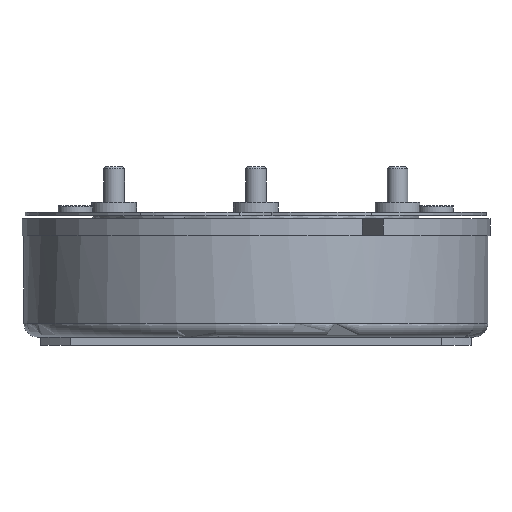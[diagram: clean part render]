
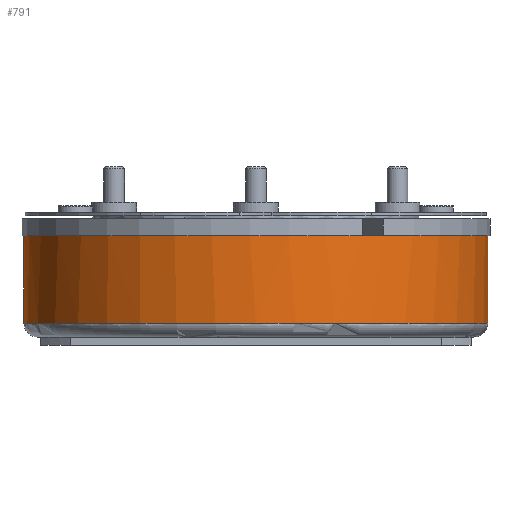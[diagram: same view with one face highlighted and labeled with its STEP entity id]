
A CAD part, front view. The second image highlights one B-rep face of the part: STEP entity #791.
In plain terms, the highlighted cylindrical face has radius 67.35 mm (diameter 134.7 mm), a partial arc.
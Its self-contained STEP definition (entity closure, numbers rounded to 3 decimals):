
#2 = CIRCLE ( 'NONE', #12, 67.35 ) ;
#3 = DIRECTION ( 'NONE',  ( -1., 0., 0. ) ) ;
#9 = DIRECTION ( 'NONE',  ( 0., 0., -1. ) ) ;
#10 = CARTESIAN_POINT ( 'NONE',  ( 0., 0., 29.5 ) ) ;
#12 = AXIS2_PLACEMENT_3D ( 'NONE', #10, #9, #3 ) ;
#13 = CARTESIAN_POINT ( 'NONE',  ( -67.35, 0., 29.5 ) ) ;
#14 = DIRECTION ( 'NONE',  ( 0., 0., -1. ) ) ;
#15 = VECTOR ( 'NONE', #14, 1000. ) ;
#16 = CARTESIAN_POINT ( 'NONE',  ( -67.35, 0., 29.3 ) ) ;
#17 = LINE ( 'NONE', #16, #15 ) ;
#31 = CARTESIAN_POINT ( 'NONE',  ( -67.259, -3.5, 29.5 ) ) ;
#99 = DIRECTION ( 'NONE',  ( -1., 0., 0. ) ) ;
#100 = DIRECTION ( 'NONE',  ( 0., 0., -1. ) ) ;
#102 = CIRCLE ( 'NONE', #115, 67.35 ) ;
#109 = CARTESIAN_POINT ( 'NONE',  ( 30.598, -59.998, 29.5 ) ) ;
#110 = CARTESIAN_POINT ( 'NONE',  ( 36.661, -56.498, 29.5 ) ) ;
#115 = AXIS2_PLACEMENT_3D ( 'NONE', #123, #100, #99 ) ;
#123 = CARTESIAN_POINT ( 'NONE',  ( 0., 0., 29.5 ) ) ;
#645 = EDGE_CURVE ( 'NONE', #672, #656, #2991, .T. ) ;
#656 = VERTEX_POINT ( 'NONE', #13 ) ;
#657 = EDGE_CURVE ( 'NONE', #656, #2320, #17, .T. ) ;
#672 = VERTEX_POINT ( 'NONE', #31 ) ;
#686 = EDGE_CURVE ( 'NONE', #698, #699, #102, .T. ) ;
#698 = VERTEX_POINT ( 'NONE', #110 ) ;
#699 = VERTEX_POINT ( 'NONE', #109 ) ;
#756 = EDGE_CURVE ( 'NONE', #699, #672, #2, .T. ) ;
#757 = ORIENTED_EDGE ( 'NONE', *, *, #645, .T. ) ;
#788 = ORIENTED_EDGE ( 'NONE', *, *, #686, .T. ) ;
#791 = ADVANCED_FACE ( 'NONE', ( #3714 ), #3717, .T. ) ;
#792 = ORIENTED_EDGE ( 'NONE', *, *, #756, .T. ) ;
#1314 = DIRECTION ( 'NONE',  ( -1., 0., 0. ) ) ;
#1398 = CARTESIAN_POINT ( 'NONE',  ( 0., 0., 29.5 ) ) ;
#1400 = DIRECTION ( 'NONE',  ( 0., 0., -1. ) ) ;
#1401 = AXIS2_PLACEMENT_3D ( 'NONE', #1398, #1400, #1314 ) ;
#1402 = CIRCLE ( 'NONE', #1401, 67.35 ) ;
#1423 = CARTESIAN_POINT ( 'NONE',  ( 0., 0., 4. ) ) ;
#1426 = CIRCLE ( 'NONE', #1427, 67.35 ) ;
#1427 = AXIS2_PLACEMENT_3D ( 'NONE', #1423, #1431, #1432 ) ;
#1431 = DIRECTION ( 'NONE',  ( 0., 0., 1. ) ) ;
#1432 = DIRECTION ( 'NONE',  ( 1., 0., 0. ) ) ;
#1528 = CARTESIAN_POINT ( 'NONE',  ( -67.35, 0., 4. ) ) ;
#1616 = CARTESIAN_POINT ( 'NONE',  ( 67.35, 0., 4. ) ) ;
#1908 = VERTEX_POINT ( 'NONE', #4373 ) ;
#1910 = EDGE_CURVE ( 'NONE', #1908, #2369, #4357, .T. ) ;
#2256 = EDGE_LOOP ( 'NONE', ( #2259, #2257, #788, #792, #757, #2275, #2274 ) ) ;
#2257 = ORIENTED_EDGE ( 'NONE', *, *, #2262, .T. ) ;
#2259 = ORIENTED_EDGE ( 'NONE', *, *, #1910, .F. ) ;
#2262 = EDGE_CURVE ( 'NONE', #1908, #698, #1402, .T. ) ;
#2274 = ORIENTED_EDGE ( 'NONE', *, *, #2276, .T. ) ;
#2275 = ORIENTED_EDGE ( 'NONE', *, *, #657, .T. ) ;
#2276 = EDGE_CURVE ( 'NONE', #2320, #2369, #1426, .T. ) ;
#2320 = VERTEX_POINT ( 'NONE', #1528 ) ;
#2369 = VERTEX_POINT ( 'NONE', #1616 ) ;
#2989 = CARTESIAN_POINT ( 'NONE',  ( 0., 0., 29.5 ) ) ;
#2990 = AXIS2_PLACEMENT_3D ( 'NONE', #2989, #2995, #2994 ) ;
#2991 = CIRCLE ( 'NONE', #2990, 67.35 ) ;
#2994 = DIRECTION ( 'NONE',  ( -1., 0., 0. ) ) ;
#2995 = DIRECTION ( 'NONE',  ( 0., 0., -1. ) ) ;
#3704 = DIRECTION ( 'NONE',  ( -1., 0., 0. ) ) ;
#3705 = DIRECTION ( 'NONE',  ( 0., 0., -1. ) ) ;
#3714 = FACE_OUTER_BOUND ( 'NONE', #2256, .T. ) ;
#3715 = CARTESIAN_POINT ( 'NONE',  ( 0., 0., 29.3 ) ) ;
#3716 = AXIS2_PLACEMENT_3D ( 'NONE', #3715, #3705, #3704 ) ;
#3717 = CYLINDRICAL_SURFACE ( 'NONE', #3716, 67.35 ) ;
#4354 = DIRECTION ( 'NONE',  ( 0., 0., -1. ) ) ;
#4355 = VECTOR ( 'NONE', #4354, 1000. ) ;
#4356 = CARTESIAN_POINT ( 'NONE',  ( 67.35, 0., 29.3 ) ) ;
#4357 = LINE ( 'NONE', #4356, #4355 ) ;
#4373 = CARTESIAN_POINT ( 'NONE',  ( 67.35, 0., 29.5 ) ) ;
